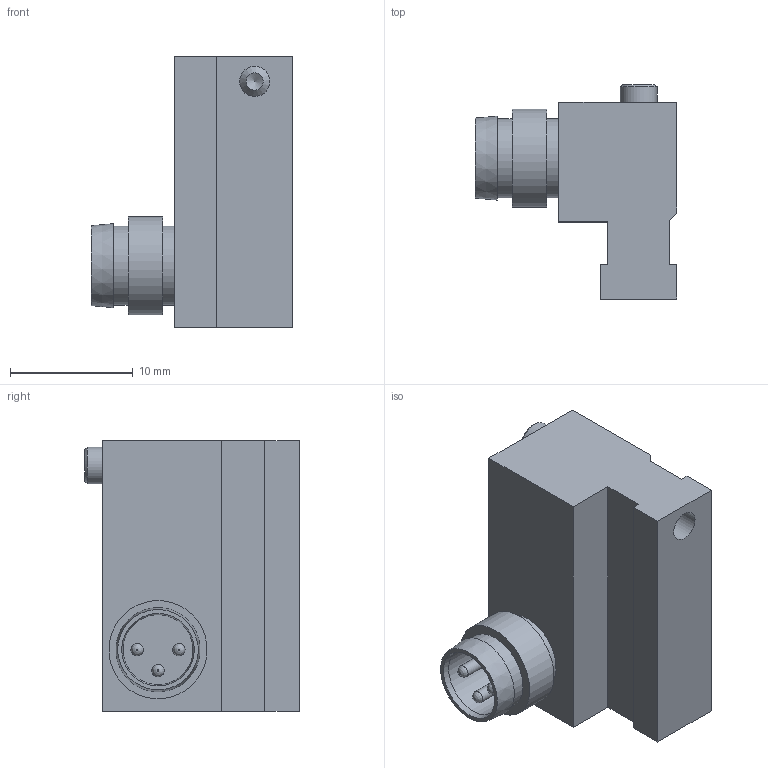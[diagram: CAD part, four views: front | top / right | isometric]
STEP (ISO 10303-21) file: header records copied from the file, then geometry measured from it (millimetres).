
FILE_DESCRIPTION((''),'2;1');
FILE_NAME('MZ070175.stp','2014-02-03T20:06:52',('Administrator'),(''),'Autodesk Inventor 11','Autodesk Inventor 11','');
FILE_SCHEMA(('AUTOMOTIVE_DESIGN { 1 0 10303 214 1 1 1 1 }'));
Length unit declared in the file: millimetre
Products named in the file (3): MZ070175; Inbus Maden Schraube M3x0,5  16
Assembly tree (2 placements, depth 2):
  MZ070175
    MZ070175
    Inbus Maden Schraube M3x0,5  16
Bounding box: 16.4 x 17.46 x 22 mm (x, y, z)
Volume: 2988.8 mm3; surface area: 2044.3 mm2
Topology: 2 solids, 2 shells, 51 faces, 116 edges, 78 vertices
Faces by surface type: plane 31, cylinder 9, bspline 6, cone 5
Full cylindrical faces by diameter (mm): 1 x3, 3 x2, 5.7 x1, 6.46 x2, 8 x1
Entity records: 1516 total; most frequent: CARTESIAN_POINT 425, DIRECTION 208, ORIENTED_EDGE 180, EDGE_CURVE 90, EDGE_LOOP 82, AXIS2_PLACEMENT_3D 80, VERTEX_POINT 72, FACE_OUTER_BOUND 51
